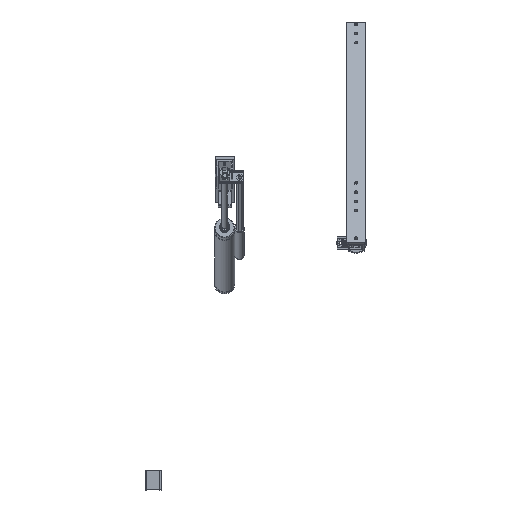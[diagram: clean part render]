
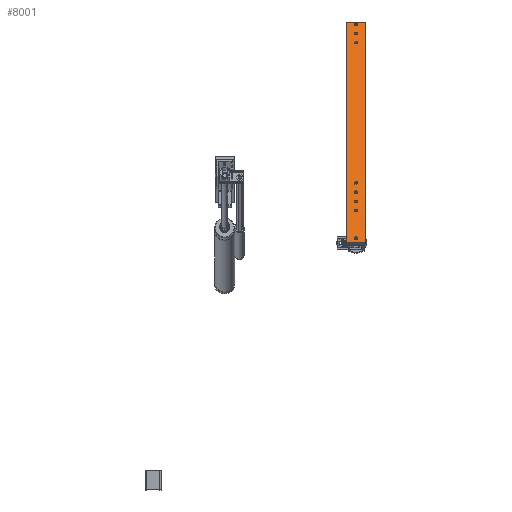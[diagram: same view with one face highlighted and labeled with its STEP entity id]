
A CAD part, top view. The second image highlights one B-rep face of the part: STEP entity #8001.
In plain terms, the highlighted face is planar.
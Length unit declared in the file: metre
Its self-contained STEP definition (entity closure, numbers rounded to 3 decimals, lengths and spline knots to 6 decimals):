
#267=PLANE('',#8634);
#926=LINE('',#17718,#1282);
#930=LINE('',#17727,#1286);
#933=LINE('',#17733,#1289);
#936=LINE('',#17739,#1292);
#1282=VECTOR('',#9527,1.);
#1286=VECTOR('',#9533,1.);
#1289=VECTOR('',#9538,1.);
#1292=VECTOR('',#9543,1.);
#1675=CIRCLE('',#8635,0.003239);
#1676=CIRCLE('',#8636,0.003239);
#1677=CIRCLE('',#8637,0.003239);
#1678=CIRCLE('',#8638,0.003175);
#1679=CIRCLE('',#8639,0.003175);
#1680=CIRCLE('',#8640,0.003175);
#1681=CIRCLE('',#8641,0.003175);
#1682=CIRCLE('',#8642,0.003175);
#2629=ORIENTED_EDGE('',*,*,#4730,.F.);
#2630=ORIENTED_EDGE('',*,*,#4731,.F.);
#2631=ORIENTED_EDGE('',*,*,#4732,.F.);
#2632=ORIENTED_EDGE('',*,*,#4733,.F.);
#2633=ORIENTED_EDGE('',*,*,#4734,.F.);
#2634=ORIENTED_EDGE('',*,*,#4735,.F.);
#2635=ORIENTED_EDGE('',*,*,#4736,.F.);
#2636=ORIENTED_EDGE('',*,*,#4737,.F.);
#2637=ORIENTED_EDGE('',*,*,#4710,.T.);
#2638=ORIENTED_EDGE('',*,*,#4720,.T.);
#2639=ORIENTED_EDGE('',*,*,#4717,.F.);
#2640=ORIENTED_EDGE('',*,*,#4714,.F.);
#4710=EDGE_CURVE('',#5889,#5890,#926,.T.);
#4714=EDGE_CURVE('',#5889,#5893,#930,.T.);
#4717=EDGE_CURVE('',#5893,#5895,#933,.T.);
#4720=EDGE_CURVE('',#5890,#5895,#936,.T.);
#4730=EDGE_CURVE('',#5905,#5905,#1675,.F.);
#4731=EDGE_CURVE('',#5906,#5906,#1676,.F.);
#4732=EDGE_CURVE('',#5907,#5907,#1677,.F.);
#4733=EDGE_CURVE('',#5908,#5908,#1678,.F.);
#4734=EDGE_CURVE('',#5909,#5909,#1679,.F.);
#4735=EDGE_CURVE('',#5910,#5910,#1680,.F.);
#4736=EDGE_CURVE('',#5911,#5911,#1681,.F.);
#4737=EDGE_CURVE('',#5912,#5912,#1682,.F.);
#5889=VERTEX_POINT('',#17719);
#5890=VERTEX_POINT('',#17720);
#5893=VERTEX_POINT('',#17728);
#5895=VERTEX_POINT('',#17734);
#5905=VERTEX_POINT('',#17760);
#5906=VERTEX_POINT('',#17762);
#5907=VERTEX_POINT('',#17764);
#5908=VERTEX_POINT('',#17766);
#5909=VERTEX_POINT('',#17768);
#5910=VERTEX_POINT('',#17770);
#5911=VERTEX_POINT('',#17772);
#5912=VERTEX_POINT('',#17774);
#6989=EDGE_LOOP('',(#2629));
#6990=EDGE_LOOP('',(#2630));
#6991=EDGE_LOOP('',(#2631));
#6992=EDGE_LOOP('',(#2632));
#6993=EDGE_LOOP('',(#2633));
#6994=EDGE_LOOP('',(#2634));
#6995=EDGE_LOOP('',(#2635));
#6996=EDGE_LOOP('',(#2636));
#6997=EDGE_LOOP('',(#2637,#2638,#2639,#2640));
#7510=FACE_BOUND('',#6989,.T.);
#7511=FACE_BOUND('',#6990,.T.);
#7512=FACE_BOUND('',#6991,.T.);
#7513=FACE_BOUND('',#6992,.T.);
#7514=FACE_BOUND('',#6993,.T.);
#7515=FACE_BOUND('',#6994,.T.);
#7516=FACE_BOUND('',#6995,.T.);
#7517=FACE_BOUND('',#6996,.T.);
#7518=FACE_BOUND('',#6997,.T.);
#8001=ADVANCED_FACE('',(#7510,#7511,#7512,#7513,#7514,#7515,#7516,#7517,
#7518),#267,.F.);
#8634=AXIS2_PLACEMENT_3D('',#17758,#9563,#9564);
#8635=AXIS2_PLACEMENT_3D('',#17759,#9565,#9566);
#8636=AXIS2_PLACEMENT_3D('',#17761,#9567,#9568);
#8637=AXIS2_PLACEMENT_3D('',#17763,#9569,#9570);
#8638=AXIS2_PLACEMENT_3D('',#17765,#9571,#9572);
#8639=AXIS2_PLACEMENT_3D('',#17767,#9573,#9574);
#8640=AXIS2_PLACEMENT_3D('',#17769,#9575,#9576);
#8641=AXIS2_PLACEMENT_3D('',#17771,#9577,#9578);
#8642=AXIS2_PLACEMENT_3D('',#17773,#9579,#9580);
#9527=DIRECTION('',(1.,0.,0.));
#9533=DIRECTION('',(0.,-1.,0.));
#9538=DIRECTION('',(1.,0.,0.));
#9543=DIRECTION('',(0.,-1.,0.));
#9563=DIRECTION('',(0.,0.,1.));
#9564=DIRECTION('',(1.,0.,0.));
#9565=DIRECTION('',(0.,0.,1.));
#9566=DIRECTION('',(1.,0.,0.));
#9567=DIRECTION('',(0.,0.,1.));
#9568=DIRECTION('',(1.,0.,0.));
#9569=DIRECTION('',(0.,0.,1.));
#9570=DIRECTION('',(1.,0.,0.));
#9571=DIRECTION('',(0.,0.,1.));
#9572=DIRECTION('',(1.,0.,0.));
#9573=DIRECTION('',(0.,0.,1.));
#9574=DIRECTION('',(1.,0.,0.));
#9575=DIRECTION('',(0.,0.,1.));
#9576=DIRECTION('',(1.,0.,0.));
#9577=DIRECTION('',(0.,0.,1.));
#9578=DIRECTION('',(1.,0.,0.));
#9579=DIRECTION('',(0.,0.,1.));
#9580=DIRECTION('',(1.,0.,0.));
#17718=CARTESIAN_POINT('',(-0.182259,0.37688,0.));
#17719=CARTESIAN_POINT('',(-0.201309,0.37688,0.));
#17720=CARTESIAN_POINT('',(-0.163209,0.37688,0.));
#17727=CARTESIAN_POINT('',(-0.201309,0.07208,0.));
#17728=CARTESIAN_POINT('',(-0.201309,-0.23272,0.));
#17733=CARTESIAN_POINT('',(-0.182259,-0.23272,0.));
#17734=CARTESIAN_POINT('',(-0.163209,-0.23272,0.));
#17739=CARTESIAN_POINT('',(-0.163209,0.07208,0.));
#17758=CARTESIAN_POINT('',(-0.182259,0.07208,0.));
#17759=CARTESIAN_POINT('',(-0.182259,-0.17557,0.));
#17760=CARTESIAN_POINT('',(-0.17902,-0.17557,0.));
#17761=CARTESIAN_POINT('',(-0.182259,-0.22637,0.));
#17762=CARTESIAN_POINT('',(-0.17902,-0.22637,0.));
#17763=CARTESIAN_POINT('',(-0.182259,-0.20097,0.));
#17764=CARTESIAN_POINT('',(-0.17902,-0.20097,0.));
#17765=CARTESIAN_POINT('',(-0.182259,0.36418,0.));
#17766=CARTESIAN_POINT('',(-0.179084,0.36418,0.));
#17767=CARTESIAN_POINT('',(-0.182259,0.21178,0.));
#17768=CARTESIAN_POINT('',(-0.179084,0.21178,0.));
#17769=CARTESIAN_POINT('',(-0.182259,0.23718,0.));
#17770=CARTESIAN_POINT('',(-0.179084,0.23718,0.));
#17771=CARTESIAN_POINT('',(-0.182259,0.26258,0.));
#17772=CARTESIAN_POINT('',(-0.179084,0.26258,0.));
#17773=CARTESIAN_POINT('',(-0.182259,0.28798,0.));
#17774=CARTESIAN_POINT('',(-0.179084,0.28798,0.));
